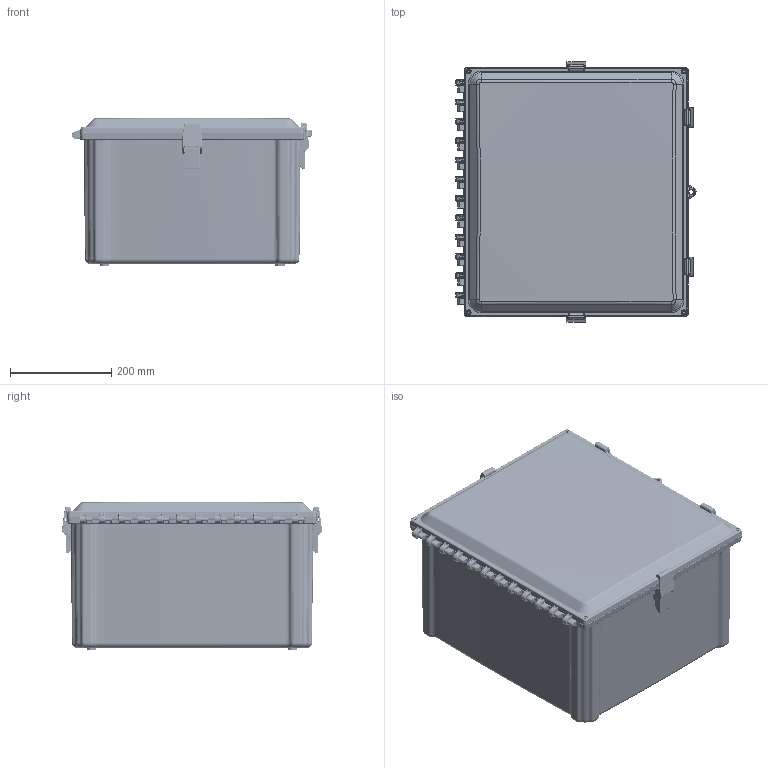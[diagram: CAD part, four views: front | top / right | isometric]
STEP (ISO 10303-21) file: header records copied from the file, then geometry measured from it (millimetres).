
FILE_DESCRIPTION(/* description */ (''),/* implementation_level */ '2;1');
FILE_NAME(/* name */ 'HW-PCC181610CHQR.stp',/* time_stamp */ '2014-04-09T07:57:27-05:00',/* author */ ('jtigges'),/* organization */ (''),/* preprocessor_version */ 'ST-DEVELOPER v15.2',/* originating_system */ 'Autodesk Inventor 2014',/* authorisation */ '');
FILE_SCHEMA (('AUTOMOTIVE_DESIGN { 1 0 10303 214 3 1 1 }'));
Length unit declared in the file: inch
Products named in the file (8): PC1816_BASE; PC1816CC_CVR; PC1816_G; WP1816CU; latch_top; latch_bottom; PCLATCH; PC1816CC_STP
Bounding box: 474.38 x 513.66 x 292.98 mm (x, y, z)
Volume: 3933554.6 mm3; surface area: 2077131.4 mm2
Topology: 11 solids, 11 shells, 5016 faces, 11755 edges, 6788 vertices
Faces by surface type: cylinder 1670, bspline 1668, plane 1010, torus 362, cone 292, sphere 14
Full cylindrical faces by diameter (mm): 4.953 x4, 5.08 x8, 6.35 x4, 7.938 x16, 8.319 x12, 9.525 x2, 9.906 x4, 11.43 x1
Entity records: 205993 total; most frequent: CARTESIAN_POINT 119074, ORIENTED_EDGE 19258, DIRECTION 16552, EDGE_CURVE 9629, AXIS2_PLACEMENT_3D 6613, VERTEX_POINT 5682, EDGE_LOOP 4505, FACE_OUTER_BOUND 4206
